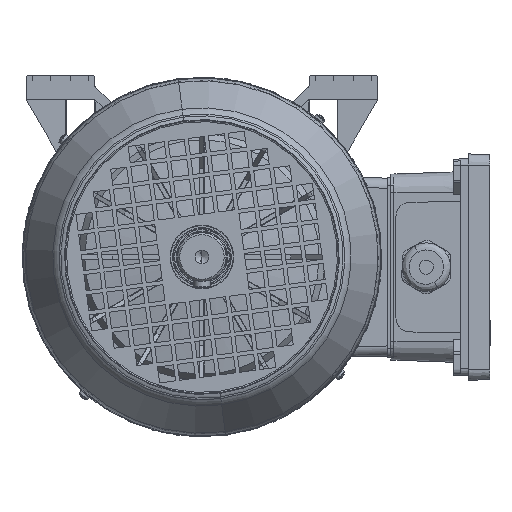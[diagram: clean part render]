
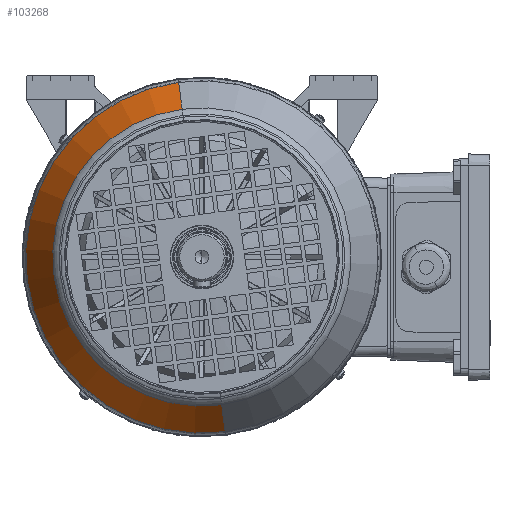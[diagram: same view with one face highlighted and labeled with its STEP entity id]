
A CAD part, left-side view. The second image highlights one B-rep face of the part: STEP entity #103268.
In plain terms, the highlighted conical face has half-angle 29.846 degrees and reference radius 71 mm.
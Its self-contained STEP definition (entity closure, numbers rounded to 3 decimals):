
#535 = DIRECTION ( 'NONE',  ( -1., 0., 0. ) ) ;
#3131 = CONICAL_SURFACE ( 'NONE', #63166, 71., 0.521 ) ;
#5925 = LINE ( 'NONE', #61684, #111718 ) ;
#11495 = AXIS2_PLACEMENT_3D ( 'NONE', #46786, #85606, #75607 ) ;
#13636 = ORIENTED_EDGE ( 'NONE', *, *, #23725, .F. ) ;
#15571 = CIRCLE ( 'NONE', #113515, 73.778 ) ;
#21822 = EDGE_LOOP ( 'NONE', ( #44770, #31567, #59313, #13636 ) ) ;
#23725 = EDGE_CURVE ( 'NONE', #119116, #65510, #5925, .T. ) ;
#29915 = DIRECTION ( 'NONE',  ( 0., 0., -1. ) ) ;
#31567 = ORIENTED_EDGE ( 'NONE', *, *, #59710, .T. ) ;
#35893 = CARTESIAN_POINT ( 'NONE',  ( 47.812, 0., -87.174 ) ) ;
#37773 = CARTESIAN_POINT ( 'NONE',  ( 71.158, 0., 73.778 ) ) ;
#39898 = CARTESIAN_POINT ( 'NONE',  ( 71.158, 0., 0. ) ) ;
#40214 = FACE_OUTER_BOUND ( 'NONE', #21822, .T. ) ;
#44770 = ORIENTED_EDGE ( 'NONE', *, *, #64733, .T. ) ;
#46786 = CARTESIAN_POINT ( 'NONE',  ( 47.812, 0., 0. ) ) ;
#52918 = DIRECTION ( 'NONE',  ( -0.867, 0., 0.498 ) ) ;
#54228 = CARTESIAN_POINT ( 'NONE',  ( 76., 0., -71. ) ) ;
#59313 = ORIENTED_EDGE ( 'NONE', *, *, #77620, .T. ) ;
#59710 = EDGE_CURVE ( 'NONE', #87013, #68585, #75441, .T. ) ;
#61684 = CARTESIAN_POINT ( 'NONE',  ( 76., 0., 71. ) ) ;
#63166 = AXIS2_PLACEMENT_3D ( 'NONE', #69695, #77821, #78427 ) ;
#64733 = EDGE_CURVE ( 'NONE', #119116, #87013, #15571, .T. ) ;
#65510 = VERTEX_POINT ( 'NONE', #74283 ) ;
#68585 = VERTEX_POINT ( 'NONE', #35893 ) ;
#69695 = CARTESIAN_POINT ( 'NONE',  ( 76., 0., 0. ) ) ;
#70083 = VECTOR ( 'NONE', #103620, 1000. ) ;
#74120 = CARTESIAN_POINT ( 'NONE',  ( 71.158, 0., -73.778 ) ) ;
#74283 = CARTESIAN_POINT ( 'NONE',  ( 47.812, 0., 87.174 ) ) ;
#75441 = LINE ( 'NONE', #54228, #70083 ) ;
#75607 = DIRECTION ( 'NONE',  ( 0., 0., -1. ) ) ;
#77620 = EDGE_CURVE ( 'NONE', #68585, #65510, #83455, .T. ) ;
#77821 = DIRECTION ( 'NONE',  ( -1., 0., 0. ) ) ;
#78427 = DIRECTION ( 'NONE',  ( 0., 0., 1. ) ) ;
#83455 = CIRCLE ( 'NONE', #11495, 87.174 ) ;
#85606 = DIRECTION ( 'NONE',  ( 1., 0., 0. ) ) ;
#87013 = VERTEX_POINT ( 'NONE', #74120 ) ;
#103268 = ADVANCED_FACE ( 'NONE', ( #40214 ), #3131, .T. ) ;
#103620 = DIRECTION ( 'NONE',  ( -0.867, 0., -0.498 ) ) ;
#111718 = VECTOR ( 'NONE', #52918, 1000. ) ;
#113515 = AXIS2_PLACEMENT_3D ( 'NONE', #39898, #535, #29915 ) ;
#119116 = VERTEX_POINT ( 'NONE', #37773 ) ;
